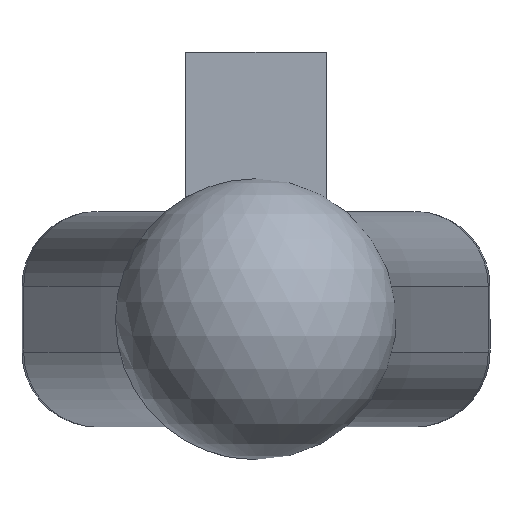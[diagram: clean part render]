
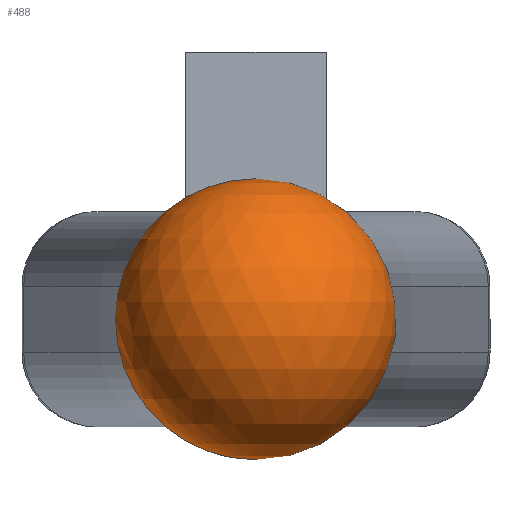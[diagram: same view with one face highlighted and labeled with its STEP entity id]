
A CAD part, front view. The second image highlights one B-rep face of the part: STEP entity #488.
In plain terms, the highlighted spherical face has radius 15 mm.
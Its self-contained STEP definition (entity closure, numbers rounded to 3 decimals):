
#114=FACE_OUTER_BOUND('',#148,.T.);
#148=EDGE_LOOP('',(#351,#352));
#196=CIRCLE('',#538,15.);
#239=VERTEX_POINT('',#791);
#240=VERTEX_POINT('',#792);
#283=EDGE_CURVE('',#239,#240,#196,.T.);
#351=ORIENTED_EDGE('',*,*,#283,.T.);
#352=ORIENTED_EDGE('',*,*,#283,.F.);
#487=SPHERICAL_SURFACE('',#537,15.);
#488=ADVANCED_FACE('',(#114),#487,.T.);
#537=AXIS2_PLACEMENT_3D('',#790,#614,#615);
#538=AXIS2_PLACEMENT_3D('',#793,#616,#617);
#614=DIRECTION('center_axis',(0.,0.,1.));
#615=DIRECTION('ref_axis',(1.,0.,0.));
#616=DIRECTION('center_axis',(0.,-1.,0.));
#617=DIRECTION('ref_axis',(-1.,0.,0.));
#790=CARTESIAN_POINT('Origin',(0.,-235.,-3.5));
#791=CARTESIAN_POINT('',(0.,-235.,11.5));
#792=CARTESIAN_POINT('',(0.,-235.,-18.5));
#793=CARTESIAN_POINT('Origin',(0.,-235.,-3.5));
